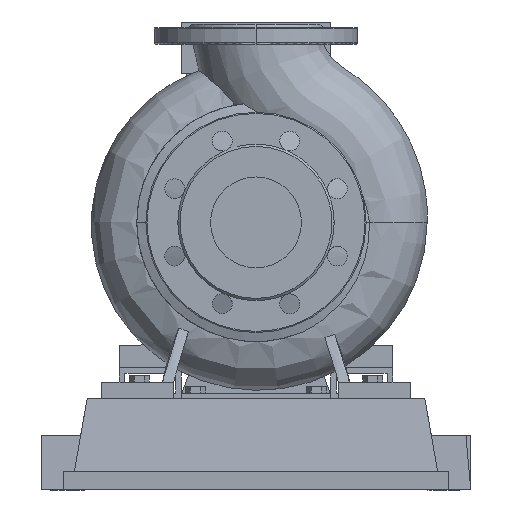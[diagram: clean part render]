
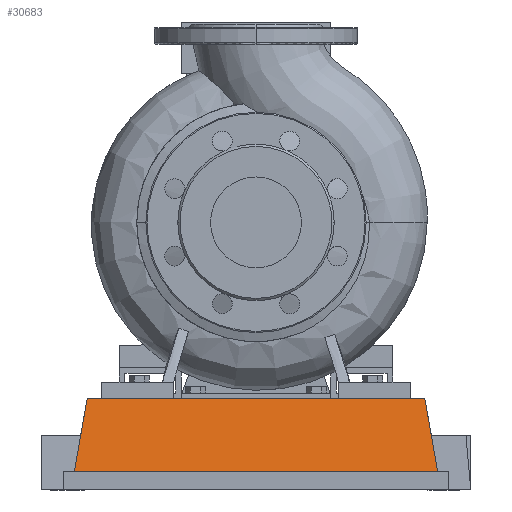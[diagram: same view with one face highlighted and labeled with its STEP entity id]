
A CAD part, left-side view. The second image highlights one B-rep face of the part: STEP entity #30683.
In plain terms, the highlighted planar face has unit normal (-0.985, 0, 0.174).
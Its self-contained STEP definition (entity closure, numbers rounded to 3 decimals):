
#28939=CARTESIAN_POINT('',(-77.5,-165.,16.6));
#28940=VERTEX_POINT('',#28939);
#28947=CARTESIAN_POINT('',(-77.5,165.0,16.6));
#28948=VERTEX_POINT('',#28947);
#28949=CARTESIAN_POINT('',(-77.5,-165.,16.6));
#28950=DIRECTION('',(0.0,1.0,0.0));
#28951=VECTOR('',#28950,330.0);
#28952=LINE('',#28949,#28951);
#28953=EDGE_CURVE('',#28940,#28948,#28952,.T.);
#30417=CARTESIAN_POINT('',(-65.792,-153.292,83.0));
#30418=VERTEX_POINT('',#30417);
#30425=CARTESIAN_POINT('',(-77.5,-165.,16.6));
#30426=DIRECTION('',(0.171,0.171,0.97));
#30427=VECTOR('',#30426,68.433);
#30428=LINE('',#30425,#30427);
#30429=EDGE_CURVE('',#28940,#30418,#30428,.T.);
#30660=CARTESIAN_POINT('',(-77.5,-165.,16.6));
#30661=DIRECTION('',(-0.985,0.,0.174));
#30662=DIRECTION('',(0.0,-1.0,0.0));
#30663=AXIS2_PLACEMENT_3D('',#30660,#30661,#30662);
#30664=PLANE('',#30663);
#30665=CARTESIAN_POINT('',(-65.792,153.292,83.0));
#30666=VERTEX_POINT('',#30665);
#30667=CARTESIAN_POINT('',(-65.792,-153.292,83.0));
#30668=DIRECTION('',(0.0,1.0,0.0));
#30669=VECTOR('',#30668,306.584);
#30670=LINE('',#30667,#30669);
#30671=EDGE_CURVE('',#30418,#30666,#30670,.T.);
#30672=ORIENTED_EDGE('',*,*,#30671,.T.);
#30673=CARTESIAN_POINT('',(-77.5,165.0,16.6));
#30674=DIRECTION('',(0.171,-0.171,0.97));
#30675=VECTOR('',#30674,68.433);
#30676=LINE('',#30673,#30675);
#30677=EDGE_CURVE('',#28948,#30666,#30676,.T.);
#30678=ORIENTED_EDGE('',*,*,#30677,.F.);
#30679=ORIENTED_EDGE('',*,*,#28953,.F.);
#30680=ORIENTED_EDGE('',*,*,#30429,.T.);
#30681=EDGE_LOOP('',(#30672,#30678,#30679,#30680));
#30682=FACE_OUTER_BOUND('',#30681,.T.);
#30683=ADVANCED_FACE('',(#30682),#30664,.T.);
